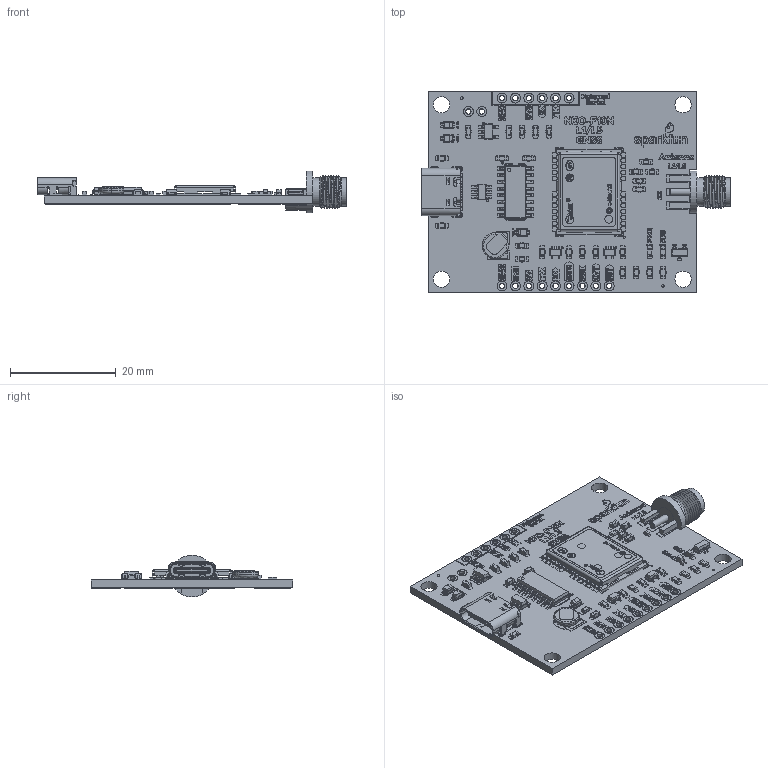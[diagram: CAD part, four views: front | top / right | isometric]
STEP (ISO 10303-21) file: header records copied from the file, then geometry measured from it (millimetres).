
FILE_DESCRIPTION(('KiCad electronic assembly'),'2;1');
FILE_NAME('SparkFun_NEO-F10N.step','2024-11-14T15:27:18',('Pcbnew'),( 'Kicad'),'Open CASCADE STEP processor 7.8','KiCad to STEP converter' ,'Unknown');
FILE_SCHEMA(('AUTOMOTIVE_DESIGN { 1 0 10303 214 1 1 1 1 }'));
Length unit declared in the file: millimetre
Products named in the file (37): SparkFun_NEO-F10N 1; LED_0603_1608Metric_Yellow; R_0603_1608Metric; USB-C_16; USB4105GFA_USB4105GFA; D_SOD-323; LED_0603_1608Metric_Red; C_0603_1608Metric; SOT-353_SC-70-5; SOT-23; SO-16_3.9x9.9mm_P1.27mm; SMA-Edge; Surface 6; Surface 5; Surface 4; Surface 3; Surface 2; Surface 1; SOT-23-5; SOT-23-6; XH414H-IV01E; Kathode; isolator; cleme; Anode; Pads; Negative; Positive; C_0402_1005Metric; NEO; NEO_PCB; Shield_NEO; u-blox_NEO_label; SparkFun_NEO-F10N_copper; SparkFun_NEO-F10N_pad; SparkFun_NEO-F10N_silkscreen; SparkFun_NEO-F10N_PCB
Assembly tree (62 placements, depth 4):
  SparkFun_NEO-F10N 1
    LED_0603_1608Metric_Yellow
    R_0603_1608Metric  x13
    USB-C_16
      USB4105GFA_USB4105GFA
    D_SOD-323  x3
    LED_0603_1608Metric_Red
    C_0603_1608Metric  x12
    SOT-353_SC-70-5  x2
    SOT-23
    SO-16_3.9x9.9mm_P1.27mm
    SMA-Edge
      Surface 6
      Surface 5
      Surface 4
      Surface 3
      Surface 2
      Surface 1
    SOT-23-5
    SOT-23-6
    XH414H-IV01E
      Kathode
        isolator
        cleme
      Anode
      Pads
        Negative
        Positive
    C_0402_1005Metric
    NEO
      NEO_PCB
      Shield_NEO
      u-blox_NEO_label
    SparkFun_NEO-F10N_copper
    SparkFun_NEO-F10N_pad
    SparkFun_NEO-F10N_silkscreen
    SparkFun_NEO-F10N_PCB
Bounding box: 58.48 x 38.1 x 7.93 mm (x, y, z)
Volume: 3276.2 mm3; surface area: 7964 mm2
Topology: 350 solids, 604 shells, 5575 faces, 20757 edges, 16200 vertices
Faces by surface type: plane 3833, cylinder 1269, bspline 400, cone 73
Full cylindrical faces by diameter (mm): 0.5 x4, 0.65 x2, 0.966 x51, 1.016 x35, 1.27 x1, 1.3 x1, 1.88 x34, 3.1 x4, 4.072 x1, 4.572 x1, 5.35 x2, 7.93 x1
Entity records: 217688 total; most frequent: CARTESIAN_POINT 46965, DIRECTION 29519, ORIENTED_EDGE 29396, EDGE_CURVE 18585, LINE 15169, VECTOR 15169, VERTEX_POINT 14810, AXIS2_PLACEMENT_3D 7175
